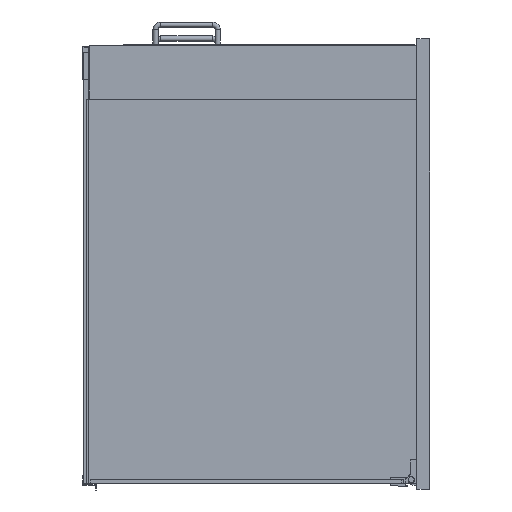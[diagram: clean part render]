
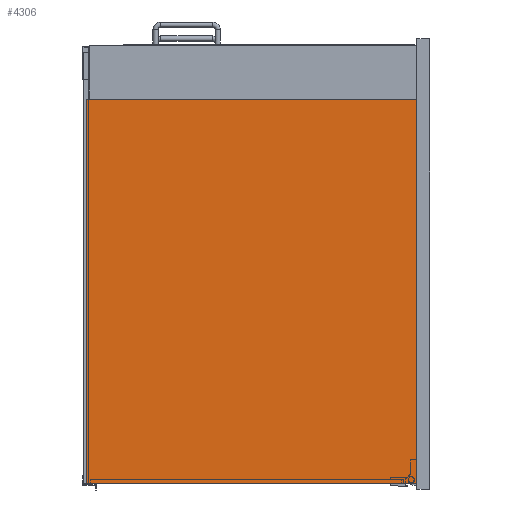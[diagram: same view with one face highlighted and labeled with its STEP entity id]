
A CAD part, left-side view. The second image highlights one B-rep face of the part: STEP entity #4306.
In plain terms, the highlighted planar face has unit normal (-1, 0, 0).
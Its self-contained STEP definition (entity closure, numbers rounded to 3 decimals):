
#357=FACE_OUTER_BOUND('',#610,.T.);
#610=EDGE_LOOP('',(#3318,#3319,#3320,#3321));
#984=LINE('',#6663,#1478);
#988=LINE('',#6671,#1482);
#991=LINE('',#6677,#1485);
#994=LINE('',#6682,#1488);
#1478=VECTOR('',#5395,10.);
#1482=VECTOR('',#5401,10.);
#1485=VECTOR('',#5406,10.);
#1488=VECTOR('',#5411,10.);
#1918=VERTEX_POINT('',#6661);
#1919=VERTEX_POINT('',#6662);
#1922=VERTEX_POINT('',#6670);
#1924=VERTEX_POINT('',#6676);
#2420=EDGE_CURVE('',#1918,#1919,#984,.T.);
#2424=EDGE_CURVE('',#1919,#1922,#988,.T.);
#2427=EDGE_CURVE('',#1922,#1924,#991,.T.);
#2430=EDGE_CURVE('',#1924,#1918,#994,.T.);
#3318=ORIENTED_EDGE('',*,*,#2430,.T.);
#3319=ORIENTED_EDGE('',*,*,#2420,.T.);
#3320=ORIENTED_EDGE('',*,*,#2424,.T.);
#3321=ORIENTED_EDGE('',*,*,#2427,.T.);
#4086=PLANE('',#4640);
#4306=ADVANCED_FACE('',(#357),#4086,.T.);
#4640=AXIS2_PLACEMENT_3D('',#6684,#5413,#5414);
#5395=DIRECTION('',(0.,0.,1.));
#5401=DIRECTION('',(0.,1.,0.));
#5406=DIRECTION('',(0.,0.,-1.));
#5411=DIRECTION('',(0.,-1.,0.));
#5413=DIRECTION('center_axis',(-1.,0.,0.));
#5414=DIRECTION('ref_axis',(0.,0.,1.));
#6661=CARTESIAN_POINT('',(-880.5,0.,-338.5));
#6662=CARTESIAN_POINT('',(-880.5,0.,254.5));
#6663=CARTESIAN_POINT('',(-880.5,0.,-347.5));
#6670=CARTESIAN_POINT('',(-880.5,510.,254.5));
#6671=CARTESIAN_POINT('',(-880.5,0.,254.5));
#6676=CARTESIAN_POINT('',(-880.5,510.,-338.5));
#6677=CARTESIAN_POINT('',(-880.5,510.,254.5));
#6682=CARTESIAN_POINT('',(-880.5,510.,-338.5));
#6684=CARTESIAN_POINT('Origin',(-880.5,255.,-42.));
